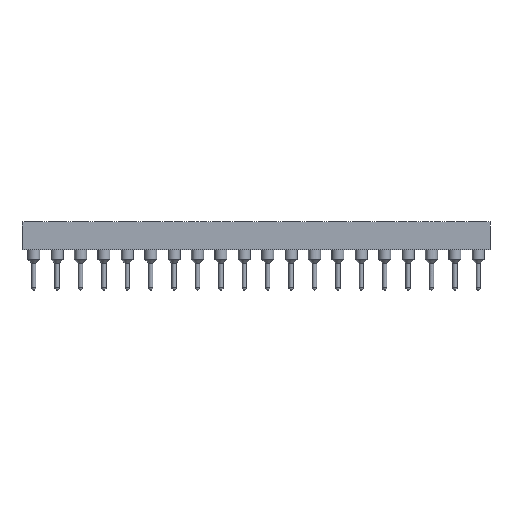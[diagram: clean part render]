
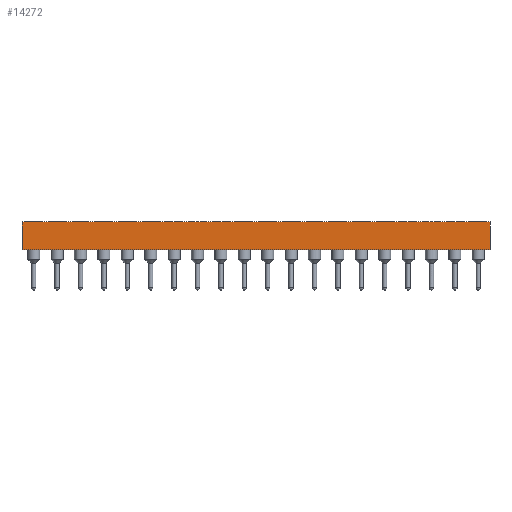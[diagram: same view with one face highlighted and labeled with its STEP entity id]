
A CAD part, front view. The second image highlights one B-rep face of the part: STEP entity #14272.
In plain terms, the highlighted planar face has unit normal (0, -1, 0).
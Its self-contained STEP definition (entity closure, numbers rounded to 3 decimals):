
#14272=ADVANCED_FACE('',(#26787),#26789,.T.);
#26787=FACE_BOUND('',#26788,.T.);
#26788=EDGE_LOOP('',(#33603,#33604,#33605,#33606));
#26789=PLANE('',#26790);
#26790=AXIS2_PLACEMENT_3D('',#26791,#26792,#26793);
#26791=CARTESIAN_POINT('',(1.27,-1.27,1.5));
#26792=DIRECTION('',(0.,-1.,0.));
#26793=DIRECTION('',(0.,0.,1.));
#33603=ORIENTED_EDGE('',*,*,#36725,.F.);
#33604=ORIENTED_EDGE('',*,*,#36661,.F.);
#33605=ORIENTED_EDGE('',*,*,#36719,.T.);
#33606=ORIENTED_EDGE('',*,*,#36740,.T.);
#36661=EDGE_CURVE('',#41424,#41426,#41427,.T.);
#36719=EDGE_CURVE('',#41424,#41539,#41541,.T.);
#36725=EDGE_CURVE('',#41426,#41543,#41551,.T.);
#36740=EDGE_CURVE('',#41539,#41543,#41570,.T.);
#41424=VERTEX_POINT('',#59136);
#41426=VERTEX_POINT('',#59140);
#41427=LINE('',#59141,#59142);
#41539=VERTEX_POINT('',#59408);
#41541=LINE('',#59412,#59413);
#41543=VERTEX_POINT('',#59418);
#41551=LINE('',#59434,#59435);
#41570=LINE('',#59484,#59485);
#59136=CARTESIAN_POINT('',(49.53,-1.27,1.5));
#59140=CARTESIAN_POINT('',(-1.27,-1.27,1.5));
#59141=CARTESIAN_POINT('',(49.53,-1.27,1.5));
#59142=VECTOR('',#59143,1.);
#59143=DIRECTION('',(-1.,0.,0.));
#59408=CARTESIAN_POINT('',(49.53,-1.27,4.5));
#59412=CARTESIAN_POINT('',(49.53,-1.27,1.5));
#59413=VECTOR('',#59414,1.);
#59414=DIRECTION('',(0.,0.,1.));
#59418=CARTESIAN_POINT('',(-1.27,-1.27,4.5));
#59434=CARTESIAN_POINT('',(-1.27,-1.27,1.5));
#59435=VECTOR('',#59436,1.);
#59436=DIRECTION('',(0.,0.,1.));
#59484=CARTESIAN_POINT('',(49.53,-1.27,4.5));
#59485=VECTOR('',#59486,1.);
#59486=DIRECTION('',(-1.,0.,0.));
